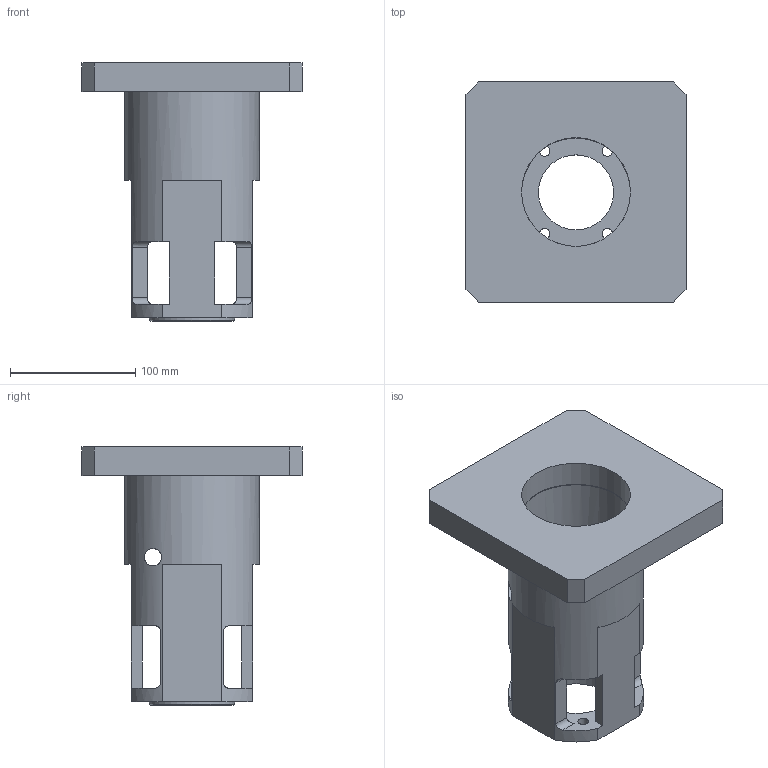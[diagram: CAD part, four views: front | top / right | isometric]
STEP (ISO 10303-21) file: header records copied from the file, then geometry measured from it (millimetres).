
FILE_DESCRIPTION(/* description */ (''),/* implementation_level */ '2;1');
FILE_NAME(/* name */ 'VK CTJ200 176 X 176 GESM3845.stp',/* time_stamp */ '2015-08-31T15:00:18+01:00',/* author */ ('Hypex'),/* organization */ ('Hypex'),/* preprocessor_version */ 'ST-DEVELOPER v15.2',/* originating_system */ 'Autodesk Inventor 2014',/* authorisation */ '');
FILE_SCHEMA (('AUTOMOTIVE_DESIGN { 1 0 10303 214 3 1 1 }'));
Length unit declared in the file: millimetre
Products named in the file (1): VK CTJ200 176 X 176 GESM3845
Bounding box: 176 x 176 x 206.5 mm (x, y, z)
Volume: 1037285.4 mm3; surface area: 187047.7 mm2
Topology: 1 solids, 10 shells, 83 faces, 221 edges, 145 vertices
Faces by surface type: plane 43, cylinder 28, cone 12
Full cylindrical faces by diameter (mm): 4.917 x8, 8.2 x4, 14 x2, 60 x1, 68 x1, 87 x2, 108 x2
Entity records: 2664 total; most frequent: CARTESIAN_POINT 672, DIRECTION 384, ORIENTED_EDGE 348, EDGE_CURVE 174, AXIS2_PLACEMENT_3D 146, VERTEX_POINT 130, EDGE_LOOP 126, LINE 92
